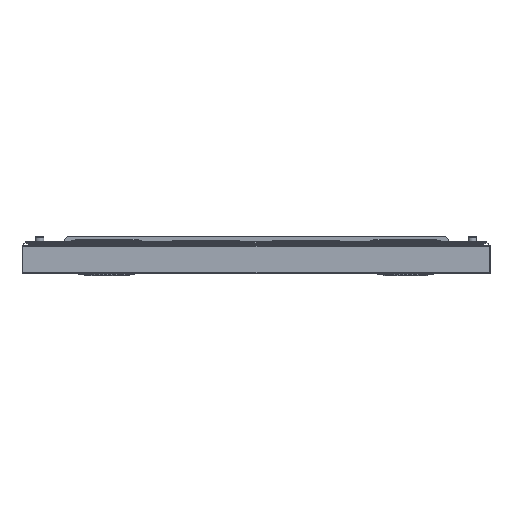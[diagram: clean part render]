
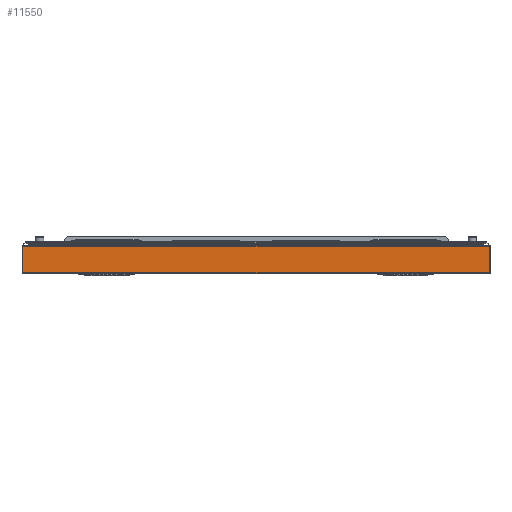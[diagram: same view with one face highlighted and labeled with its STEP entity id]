
A CAD part, front view. The second image highlights one B-rep face of the part: STEP entity #11550.
In plain terms, the highlighted face is planar.
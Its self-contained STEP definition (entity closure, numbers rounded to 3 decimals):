
#879=PLANE('',#12937);
#1489=FACE_OUTER_BOUND('',#2285,.T.);
#2285=EDGE_LOOP('',(#10718,#10719,#10720,#10721));
#3369=LINE('',#19637,#4493);
#3384=LINE('',#19669,#4508);
#3401=LINE('',#19702,#4525);
#3407=LINE('',#19713,#4531);
#4493=VECTOR('',#16089,10.);
#4508=VECTOR('',#16112,10.);
#4525=VECTOR('',#16141,10.);
#4531=VECTOR('',#16151,10.);
#5947=VERTEX_POINT('',#19626);
#5950=VERTEX_POINT('',#19634);
#5960=VERTEX_POINT('',#19658);
#5963=VERTEX_POINT('',#19666);
#7530=EDGE_CURVE('',#5947,#5950,#3369,.T.);
#7545=EDGE_CURVE('',#5960,#5963,#3384,.T.);
#7562=EDGE_CURVE('',#5963,#5947,#3401,.T.);
#7568=EDGE_CURVE('',#5950,#5960,#3407,.T.);
#10718=ORIENTED_EDGE('',*,*,#7568,.T.);
#10719=ORIENTED_EDGE('',*,*,#7545,.T.);
#10720=ORIENTED_EDGE('',*,*,#7562,.T.);
#10721=ORIENTED_EDGE('',*,*,#7530,.T.);
#11550=ADVANCED_FACE('',(#1489),#879,.T.);
#12937=AXIS2_PLACEMENT_3D('',#19712,#16149,#16150);
#16089=DIRECTION('',(-1.,0.,0.));
#16112=DIRECTION('',(1.,0.,0.));
#16141=DIRECTION('',(0.,0.,-1.));
#16149=DIRECTION('center_axis',(0.,1.,0.));
#16150=DIRECTION('ref_axis',(0.,0.,1.));
#16151=DIRECTION('',(0.,0.,1.));
#19626=CARTESIAN_POINT('',(499.5,2.,-30.));
#19634=CARTESIAN_POINT('',(-499.5,2.,-30.));
#19637=CARTESIAN_POINT('',(124.875,2.,-30.));
#19658=CARTESIAN_POINT('',(-499.5,2.,30.));
#19666=CARTESIAN_POINT('',(499.5,2.,30.));
#19669=CARTESIAN_POINT('',(124.875,2.,30.));
#19702=CARTESIAN_POINT('',(499.5,2.,-30.));
#19712=CARTESIAN_POINT('Origin',(249.75,2.,0.));
#19713=CARTESIAN_POINT('',(-499.5,2.,30.));
